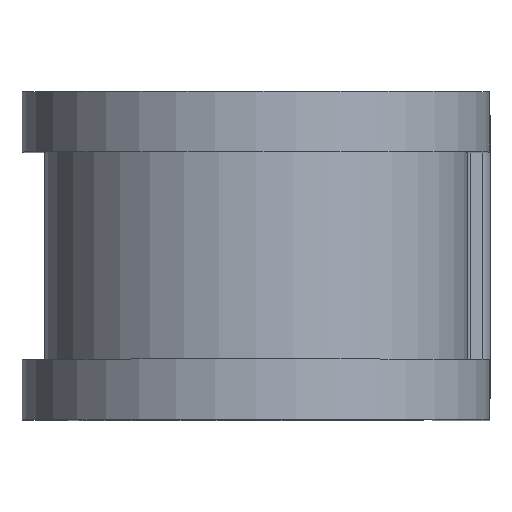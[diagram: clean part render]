
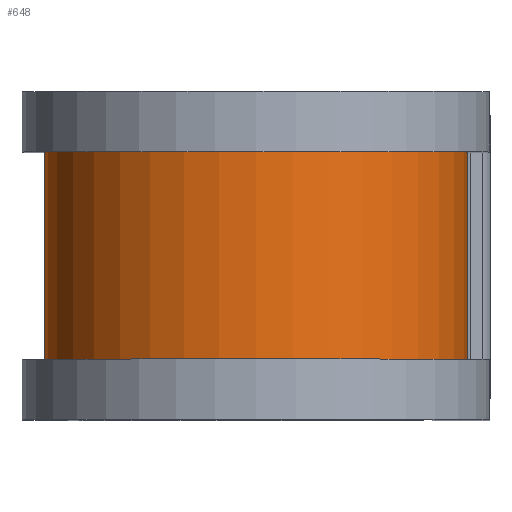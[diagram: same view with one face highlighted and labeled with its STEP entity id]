
A CAD part, top view. The second image highlights one B-rep face of the part: STEP entity #648.
In plain terms, the highlighted cylindrical face has radius 14.237 mm (diameter 28.473 mm), a partial arc.
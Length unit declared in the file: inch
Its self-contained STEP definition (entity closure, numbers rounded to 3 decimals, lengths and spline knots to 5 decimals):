
#22 = CARTESIAN_POINT ( 'NONE',  ( 0.5605, -0.275, 0.937 ) ) ;
#42 = CARTESIAN_POINT ( 'NONE',  ( -0.5605, -0.275, 0.937 ) ) ;
#43 = VECTOR ( 'NONE', #886, 39.37008 ) ;
#46 = CARTESIAN_POINT ( 'NONE',  ( 0., 0.375, 0.937 ) ) ;
#106 = EDGE_CURVE ( 'NONE', #1807, #2105, #1966, .T. ) ;
#191 = AXIS2_PLACEMENT_3D ( 'NONE', #365, #1514, #528 ) ;
#198 = DIRECTION ( 'NONE',  ( 0., -1., 0. ) ) ;
#221 = CIRCLE ( 'NONE', #191, 0.5605 ) ;
#309 = ORIENTED_EDGE ( 'NONE', *, *, #757, .T. ) ;
#311 = CARTESIAN_POINT ( 'NONE',  ( 0.5605, 0.275, 0.937 ) ) ;
#365 = CARTESIAN_POINT ( 'NONE',  ( 0., -0.275, 0.937 ) ) ;
#528 = DIRECTION ( 'NONE',  ( 0., 0., -1. ) ) ;
#594 = CYLINDRICAL_SURFACE ( 'NONE', #2043, 0.5605 ) ;
#648 = ADVANCED_FACE ( 'NONE', ( #1465 ), #594, .T. ) ;
#756 = VERTEX_POINT ( 'NONE', #22 ) ;
#757 = EDGE_CURVE ( 'NONE', #2105, #1410, #1310, .T. ) ;
#759 = EDGE_LOOP ( 'NONE', ( #1993, #1763, #309, #1127 ) ) ;
#882 = DIRECTION ( 'NONE',  ( 0., 0., -1. ) ) ;
#886 = DIRECTION ( 'NONE',  ( 0., -1., 0. ) ) ;
#894 = EDGE_CURVE ( 'NONE', #756, #1410, #221, .T. ) ;
#964 = DIRECTION ( 'NONE',  ( 0., 0., -1. ) ) ;
#1002 = LINE ( 'NONE', #1527, #43 ) ;
#1097 = CARTESIAN_POINT ( 'NONE',  ( -0.5605, 0.275, 0.937 ) ) ;
#1127 = ORIENTED_EDGE ( 'NONE', *, *, #894, .F. ) ;
#1131 = AXIS2_PLACEMENT_3D ( 'NONE', #1799, #1764, #964 ) ;
#1310 = LINE ( 'NONE', #1673, #2076 ) ;
#1362 = EDGE_CURVE ( 'NONE', #1807, #756, #1002, .T. ) ;
#1410 = VERTEX_POINT ( 'NONE', #42 ) ;
#1465 = FACE_OUTER_BOUND ( 'NONE', #759, .T. ) ;
#1514 = DIRECTION ( 'NONE',  ( 0., -1., 0. ) ) ;
#1527 = CARTESIAN_POINT ( 'NONE',  ( 0.5605, 0.375, 0.937 ) ) ;
#1673 = CARTESIAN_POINT ( 'NONE',  ( -0.5605, 0.375, 0.937 ) ) ;
#1763 = ORIENTED_EDGE ( 'NONE', *, *, #106, .T. ) ;
#1764 = DIRECTION ( 'NONE',  ( 0., -1., 0. ) ) ;
#1799 = CARTESIAN_POINT ( 'NONE',  ( 0., 0.275, 0.937 ) ) ;
#1807 = VERTEX_POINT ( 'NONE', #311 ) ;
#1966 = CIRCLE ( 'NONE', #1131, 0.5605 ) ;
#1993 = ORIENTED_EDGE ( 'NONE', *, *, #1362, .F. ) ;
#2024 = DIRECTION ( 'NONE',  ( 0., -1., 0. ) ) ;
#2043 = AXIS2_PLACEMENT_3D ( 'NONE', #46, #2024, #882 ) ;
#2076 = VECTOR ( 'NONE', #198, 39.37008 ) ;
#2105 = VERTEX_POINT ( 'NONE', #1097 ) ;
